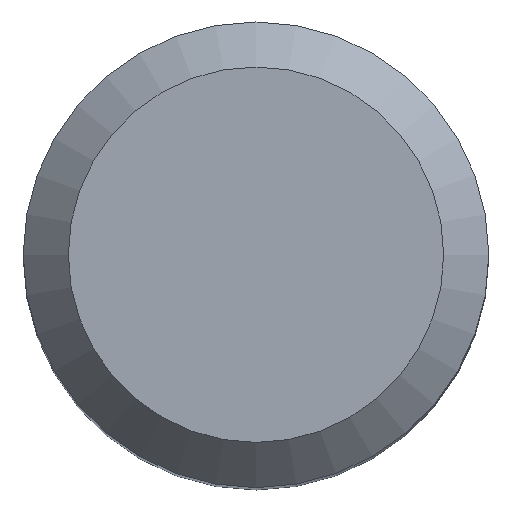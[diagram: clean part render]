
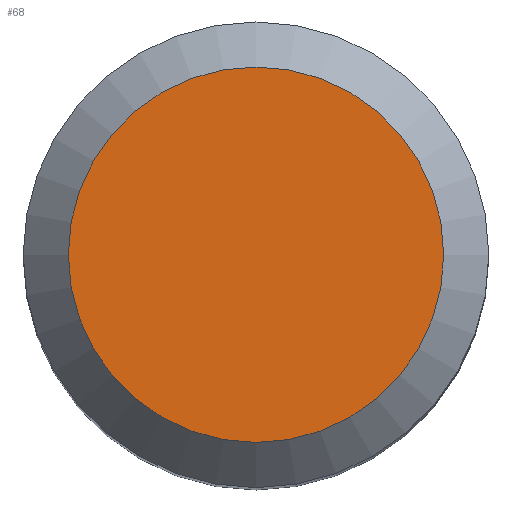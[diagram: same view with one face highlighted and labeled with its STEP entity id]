
A CAD part, top view. The second image highlights one B-rep face of the part: STEP entity #68.
In plain terms, the highlighted planar face has unit normal (0, 0, 1).
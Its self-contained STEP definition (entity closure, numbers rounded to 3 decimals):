
#47=FACE_OUTER_BOUND('',#115,.T.);
#68=ADVANCED_FACE('',(#47),#75,.T.);
#75=PLANE('',#203);
#115=EDGE_LOOP('',(#139));
#139=ORIENTED_EDGE('',*,*,#166,.F.);
#154=VERTEX_POINT('',#294);
#166=EDGE_CURVE('',#154,#154,#178,.T.);
#178=CIRCLE('',#202,6.4);
#202=AXIS2_PLACEMENT_3D('',#293,#251,#252);
#203=AXIS2_PLACEMENT_3D('',#295,#253,#254);
#251=DIRECTION('',(0.,0.,-1.));
#252=DIRECTION('',(-1.,0.,0.));
#253=DIRECTION('',(0.,0.,1.));
#254=DIRECTION('',(1.,0.,0.));
#293=CARTESIAN_POINT('',(0.,0.,48.05));
#294=CARTESIAN_POINT('',(-6.4,0.,48.05));
#295=CARTESIAN_POINT('',(6.4,0.,48.05));
